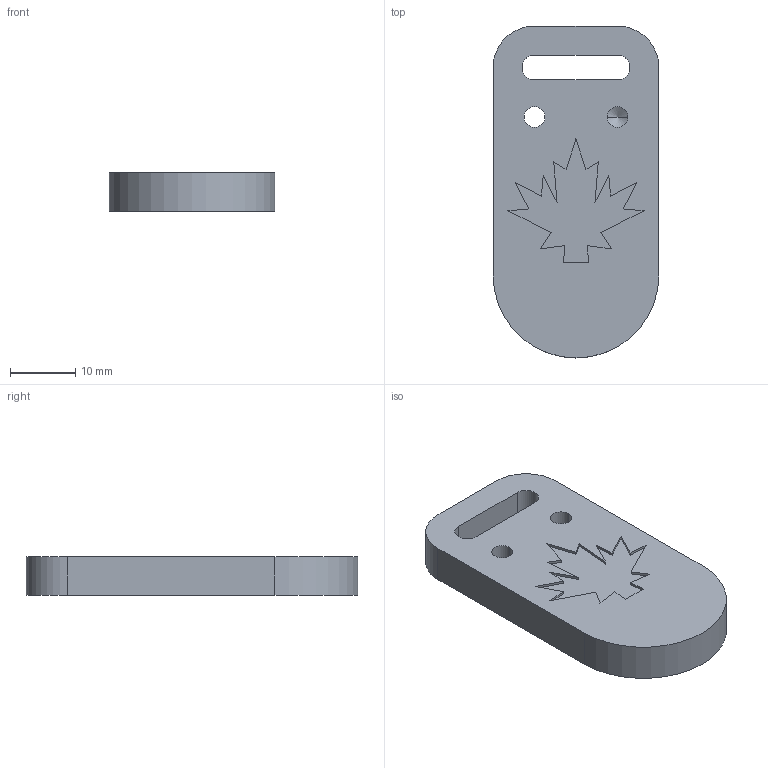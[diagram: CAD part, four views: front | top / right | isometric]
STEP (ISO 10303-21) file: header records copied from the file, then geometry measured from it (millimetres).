
FILE_DESCRIPTION (( 'STEP AP203' ), '1' );
FILE_NAME ('Project 1 - Keychain.STEP', '2014-09-14T17:21:23', ( 'admin' ), ( '' ), 'SwSTEP 2.0', 'SolidWorks 2014', '' );
FILE_SCHEMA (( 'CONFIG_CONTROL_DESIGN' ));
Length unit declared in the file: inch
Products named in the file (1): Project 1 - Keychain
Bounding box: 25.4 x 50.8 x 5.84 mm (x, y, z)
Volume: 6501.7 mm3; surface area: 3466.3 mm2
Topology: 1 solids, 1 shells, 75 faces, 208 edges, 137 vertices
Faces by surface type: plane 52, cylinder 21, cone 2
Entity records: 2461 total; most frequent: CARTESIAN_POINT 419, ORIENTED_EDGE 412, DIRECTION 400, EDGE_CURVE 206, VECTOR 164, LINE 164, VERTEX_POINT 137, AXIS2_PLACEMENT_3D 118
